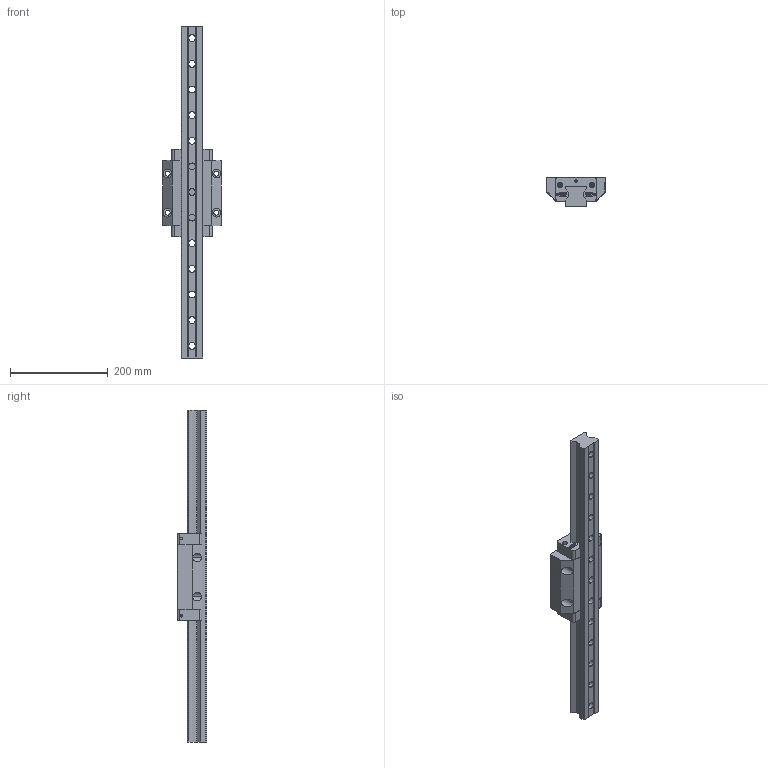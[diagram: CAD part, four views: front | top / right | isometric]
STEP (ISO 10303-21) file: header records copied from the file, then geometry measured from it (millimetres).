
FILE_DESCRIPTION (( 'STEP AP214' ), '1' );
FILE_NAME ('SBR 45 FLL Assembly.STEP', '2020-07-17T02:12:47', ( 'Windows 餌辨濠' ), ( '' ), 'SwSTEP 2.0', 'SolidWorks 2013', '' );
FILE_SCHEMA (( 'AUTOMOTIVE_DESIGN' ));
Length unit declared in the file: millimetre
Products named in the file (4): SBR 45 END PLATE ; SBR 45 BLOCK FLL; SBR 45 RAIL; SBR 45 FLL Assembly
Assembly tree (4 placements, depth 2):
  SBR 45 FLL Assembly
    SBR 45 RAIL
    SBR 45 BLOCK FLL
    SBR 45 END PLATE   x2
Bounding box: 120 x 60 x 680 mm (x, y, z)
Volume: 1619956.4 mm3; surface area: 250555.9 mm2
Topology: 4 solids, 4 shells, 1103 faces, 2862 edges, 1876 vertices
Faces by surface type: plane 655, bspline 266, cylinder 158, cone 24
Entity records: 28271 total; most frequent: CARTESIAN_POINT 11261, ORIENTED_EDGE 3372, DIRECTION 2745, EDGE_CURVE 1686, LINE 1165, VECTOR 1165, VERTEX_POINT 1104, AXIS2_PLACEMENT_3D 790
